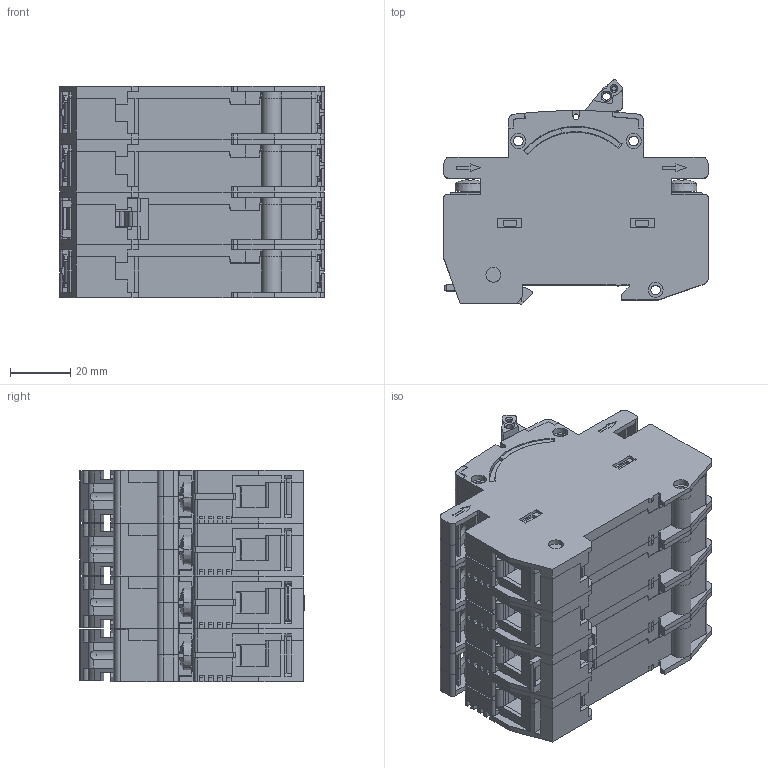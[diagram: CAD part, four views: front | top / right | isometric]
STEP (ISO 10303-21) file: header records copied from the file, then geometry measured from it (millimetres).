
FILE_DESCRIPTION((''),'2;1');
FILE_NAME('ASM0104D_ASM','2021-05-12T',('marketing.praksa'),('Audax d.o.o.'),'CREO PARAMETRIC BY PTC INC, 2017480','CREO PARAMETRIC BY PTC INC, 2017480','');
FILE_SCHEMA(('AUTOMOTIVE_DESIGN { 1 0 10303 214 1 1 1 1 }'));
Products named in the file (38): 0000017821__1; 0000021480_3; 0000037089_AF1_2; 0000022342_2; 0000017863_3; 0000005559_15; 0000003388_2; PRT0005BSHUIT; WL-BASE; 0000017819__1_1; 0000017821__1_1; 0000021480_3_1; 0000037089_AF1_2_1; 0000022342_2_1; 0000017863_3_1; 0000005559_15_1; 0000003388_2_1; 0000001148_2_1; 1XMODULE_NO-LOGO_ASM; 0000017819__1_1_1; 0000017821__1_1_1; 0000021480_3_1_1; 0000037089_AF1_2_1_1; 0000022342_2_1_1; 0000017863_3_1_1; 0000005559_15_1_1; 0000003388_2_1_1; ASM01041_ASM; 0000017819__1_1_1_2; 0000017821__1_1_1_2; 0000021480_3_1_1_2; 0000037089_AF1_2_1_1_2; 0000022342_2_1_1_2; 0000017863_3_1_1_2; 0000005559_15_1_1_2; 0000003388_2_1_1_2; ASM010434_ASM; ASM0104D_ASM
Assembly tree (45 placements, depth 3):
  ASM0104D_ASM
    0000017821__1
    0000021480_3
    0000037089_AF1_2
    0000022342_2
    0000017863_3
    0000005559_15  x2
    0000003388_2  x2
    PRT0005BSHUIT
    WL-BASE
    1XMODULE_NO-LOGO_ASM
      0000017819__1_1
      0000017821__1_1
      0000021480_3_1
      0000037089_AF1_2_1
      0000022342_2_1
      0000017863_3_1
      0000005559_15_1  x2
      0000003388_2_1  x2
      0000001148_2_1
    ASM01041_ASM
      0000017819__1_1_1
      0000017821__1_1_1
      0000021480_3_1_1
      0000037089_AF1_2_1_1
      0000022342_2_1_1
      0000017863_3_1_1
      0000005559_15_1_1  x2
      0000003388_2_1_1  x2
    ASM010434_ASM
      0000017819__1_1_1_2
      0000017821__1_1_1_2
      0000021480_3_1_1_2
      0000037089_AF1_2_1_1_2
      0000022342_2_1_1_2
      0000017863_3_1_1_2
      0000005559_15_1_1_2  x2
      0000003388_2_1_1_2  x2
Bounding box: 88 x 74.67 x 70.4 mm (x, y, z)
Volume: 391793.8 mm3; surface area: 176874 mm2
Topology: 44 solids, 52 shells, 5323 faces, 15050 edges, 10008 vertices
Faces by surface type: plane 4132, cylinder 987, cone 172, sphere 16, torus 16
Entity records: 209099 total; most frequent: CARTESIAN_POINT 29907, ORIENTED_EDGE 26740, DIRECTION 24870, EDGE_CURVE 13370, PRESENTATION_STYLE_ASSIGNMENT 12680, STYLED_ITEM 12680, CURVE_STYLE 10319, VECTOR 10140
